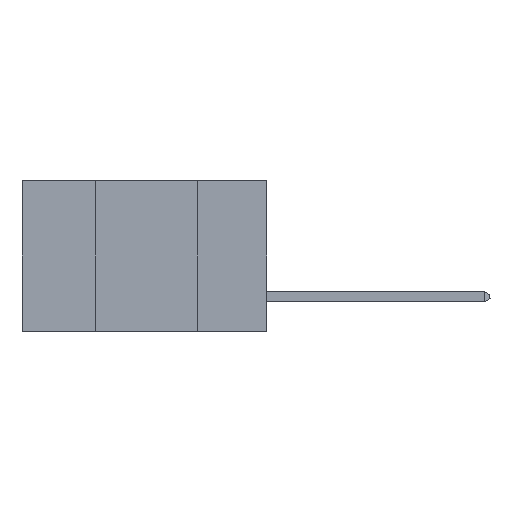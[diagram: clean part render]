
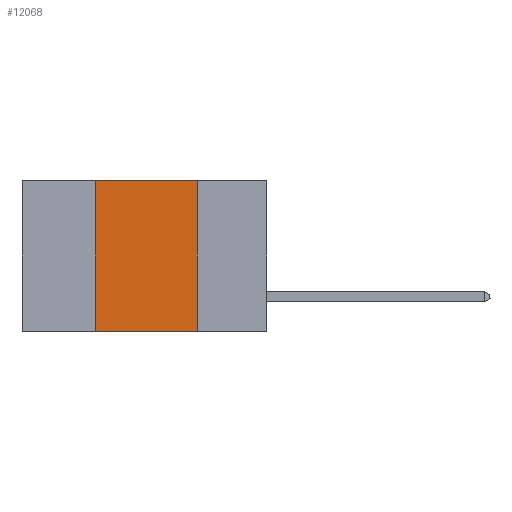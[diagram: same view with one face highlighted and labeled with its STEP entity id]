
A CAD part, left-side view. The second image highlights one B-rep face of the part: STEP entity #12068.
In plain terms, the highlighted planar face has unit normal (-1, 0, 0).
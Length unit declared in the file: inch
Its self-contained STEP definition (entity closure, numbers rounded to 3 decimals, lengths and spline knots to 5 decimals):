
#56 = ORIENTED_EDGE ( 'NONE', *, *, #13301, .F. ) ;
#936 = DIRECTION ( 'NONE',  ( 0., -1., 0. ) ) ;
#1057 = VECTOR ( 'NONE', #936, 39.37008 ) ;
#1290 = CARTESIAN_POINT ( 'NONE',  ( 0., 0.42, 0. ) ) ;
#2704 = CARTESIAN_POINT ( 'NONE',  ( 0., 0.17, -0.37 ) ) ;
#3603 = VERTEX_POINT ( 'NONE', #2704 ) ;
#3798 = VECTOR ( 'NONE', #19240, 39.37008 ) ;
#4094 = CARTESIAN_POINT ( 'NONE',  ( 0., 0.6, 0. ) ) ;
#4174 = EDGE_CURVE ( 'NONE', #11879, #3603, #17579, .T. ) ;
#4497 = DIRECTION ( 'NONE',  ( 1., 0., 0. ) ) ;
#5576 = LINE ( 'NONE', #7510, #18436 ) ;
#6565 = AXIS2_PLACEMENT_3D ( 'NONE', #23704, #4497, #6631 ) ;
#6631 = DIRECTION ( 'NONE',  ( 0., 0., -1. ) ) ;
#7354 = VERTEX_POINT ( 'NONE', #1290 ) ;
#7510 = CARTESIAN_POINT ( 'NONE',  ( 0., 0.17, 0. ) ) ;
#8230 = VERTEX_POINT ( 'NONE', #21872 ) ;
#9432 = LINE ( 'NONE', #12870, #3798 ) ;
#9660 = DIRECTION ( 'NONE',  ( 0., 0., -1. ) ) ;
#11879 = VERTEX_POINT ( 'NONE', #25016 ) ;
#12068 = ADVANCED_FACE ( 'NONE', ( #13896 ), #15027, .F. ) ;
#12303 = LINE ( 'NONE', #4094, #17255 ) ;
#12870 = CARTESIAN_POINT ( 'NONE',  ( 0., 0.42, 0. ) ) ;
#13301 = EDGE_CURVE ( 'NONE', #8230, #3603, #5576, .T. ) ;
#13896 = FACE_OUTER_BOUND ( 'NONE', #20394, .T. ) ;
#15027 = PLANE ( 'NONE',  #6565 ) ;
#15824 = CARTESIAN_POINT ( 'NONE',  ( 0., 0.6, -0.37 ) ) ;
#16836 = DIRECTION ( 'NONE',  ( 0., -1., 0. ) ) ;
#17255 = VECTOR ( 'NONE', #16836, 39.37008 ) ;
#17579 = LINE ( 'NONE', #15824, #1057 ) ;
#17762 = EDGE_CURVE ( 'NONE', #11879, #7354, #9432, .T. ) ;
#18436 = VECTOR ( 'NONE', #9660, 39.37008 ) ;
#19018 = EDGE_CURVE ( 'NONE', #7354, #8230, #12303, .T. ) ;
#19240 = DIRECTION ( 'NONE',  ( 0., 0., 1. ) ) ;
#20022 = ORIENTED_EDGE ( 'NONE', *, *, #19018, .F. ) ;
#20394 = EDGE_LOOP ( 'NONE', ( #56, #20022, #24501, #24440 ) ) ;
#21872 = CARTESIAN_POINT ( 'NONE',  ( 0., 0.17, 0. ) ) ;
#23704 = CARTESIAN_POINT ( 'NONE',  ( 0., 0.6, 0. ) ) ;
#24440 = ORIENTED_EDGE ( 'NONE', *, *, #4174, .T. ) ;
#24501 = ORIENTED_EDGE ( 'NONE', *, *, #17762, .F. ) ;
#25016 = CARTESIAN_POINT ( 'NONE',  ( 0., 0.42, -0.37 ) ) ;
